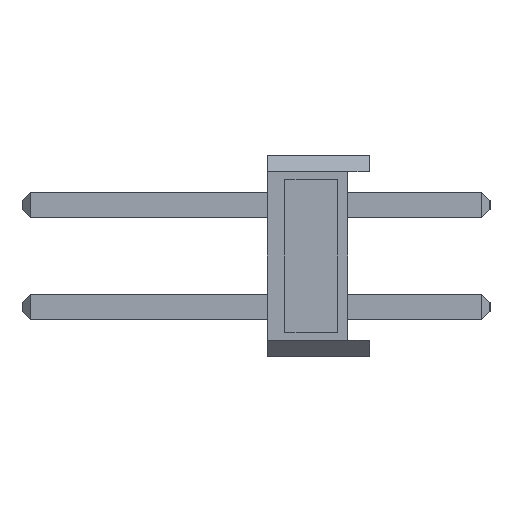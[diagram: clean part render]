
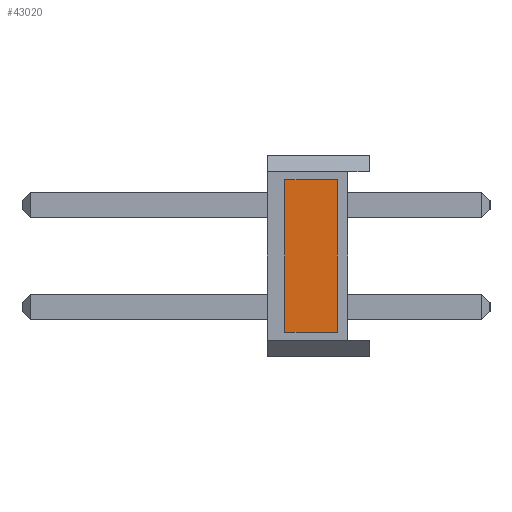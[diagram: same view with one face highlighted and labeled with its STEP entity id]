
A CAD part, left-side view. The second image highlights one B-rep face of the part: STEP entity #43020.
In plain terms, the highlighted planar face has unit normal (-1, 0, 0).
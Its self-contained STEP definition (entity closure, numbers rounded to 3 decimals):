
#1840 = VECTOR ( 'NONE', #24604, 1000. ) ;
#4385 = DIRECTION ( 'NONE',  ( 0., -1., 0. ) ) ;
#4498 = VECTOR ( 'NONE', #11157, 1000. ) ;
#4758 = ORIENTED_EDGE ( 'NONE', *, *, #9824, .T. ) ;
#5627 = CARTESIAN_POINT ( 'NONE',  ( -1.27, 0.8, 0. ) ) ;
#5954 = ORIENTED_EDGE ( 'NONE', *, *, #13738, .T. ) ;
#8815 = CARTESIAN_POINT ( 'NONE',  ( -1.27, 2.1, -1.9 ) ) ;
#9196 = DIRECTION ( 'NONE',  ( 0., 0., 1. ) ) ;
#9824 = EDGE_CURVE ( 'NONE', #24479, #33574, #14888, .T. ) ;
#10376 = CARTESIAN_POINT ( 'NONE',  ( -1.27, 2.1, -1.9 ) ) ;
#11157 = DIRECTION ( 'NONE',  ( 0., 0., 1. ) ) ;
#11329 = CARTESIAN_POINT ( 'NONE',  ( -1.27, 2.1, 1.9 ) ) ;
#11356 = ORIENTED_EDGE ( 'NONE', *, *, #40991, .F. ) ;
#13292 = EDGE_CURVE ( 'NONE', #38301, #27742, #28240, .T. ) ;
#13738 = EDGE_CURVE ( 'NONE', #33574, #27742, #24581, .T. ) ;
#14197 = AXIS2_PLACEMENT_3D ( 'NONE', #37230, #40753, #16173 ) ;
#14888 = LINE ( 'NONE', #10376, #43388 ) ;
#15351 = CARTESIAN_POINT ( 'NONE',  ( -1.27, 0.8, -1.9 ) ) ;
#16173 = DIRECTION ( 'NONE',  ( 0., 0., -1. ) ) ;
#21866 = ORIENTED_EDGE ( 'NONE', *, *, #13292, .F. ) ;
#24479 = VERTEX_POINT ( 'NONE', #8815 ) ;
#24581 = LINE ( 'NONE', #5627, #44278 ) ;
#24604 = DIRECTION ( 'NONE',  ( 0., -1., 0. ) ) ;
#25249 = FACE_OUTER_BOUND ( 'NONE', #38910, .T. ) ;
#27742 = VERTEX_POINT ( 'NONE', #34105 ) ;
#27867 = CARTESIAN_POINT ( 'NONE',  ( -1.27, 2.1, 1.9 ) ) ;
#28240 = LINE ( 'NONE', #27867, #1840 ) ;
#33574 = VERTEX_POINT ( 'NONE', #15351 ) ;
#33634 = LINE ( 'NONE', #43376, #4498 ) ;
#34105 = CARTESIAN_POINT ( 'NONE',  ( -1.27, 0.8, 1.9 ) ) ;
#37230 = CARTESIAN_POINT ( 'NONE',  ( -1.27, 2.1, 0. ) ) ;
#38301 = VERTEX_POINT ( 'NONE', #11329 ) ;
#38910 = EDGE_LOOP ( 'NONE', ( #5954, #21866, #11356, #4758 ) ) ;
#40753 = DIRECTION ( 'NONE',  ( 1., 0., 0. ) ) ;
#40991 = EDGE_CURVE ( 'NONE', #24479, #38301, #33634, .T. ) ;
#43020 = ADVANCED_FACE ( 'NONE', ( #25249 ), #44265, .F. ) ;
#43376 = CARTESIAN_POINT ( 'NONE',  ( -1.27, 2.1, 0. ) ) ;
#43388 = VECTOR ( 'NONE', #4385, 1000. ) ;
#44265 = PLANE ( 'NONE',  #14197 ) ;
#44278 = VECTOR ( 'NONE', #9196, 1000. ) ;
